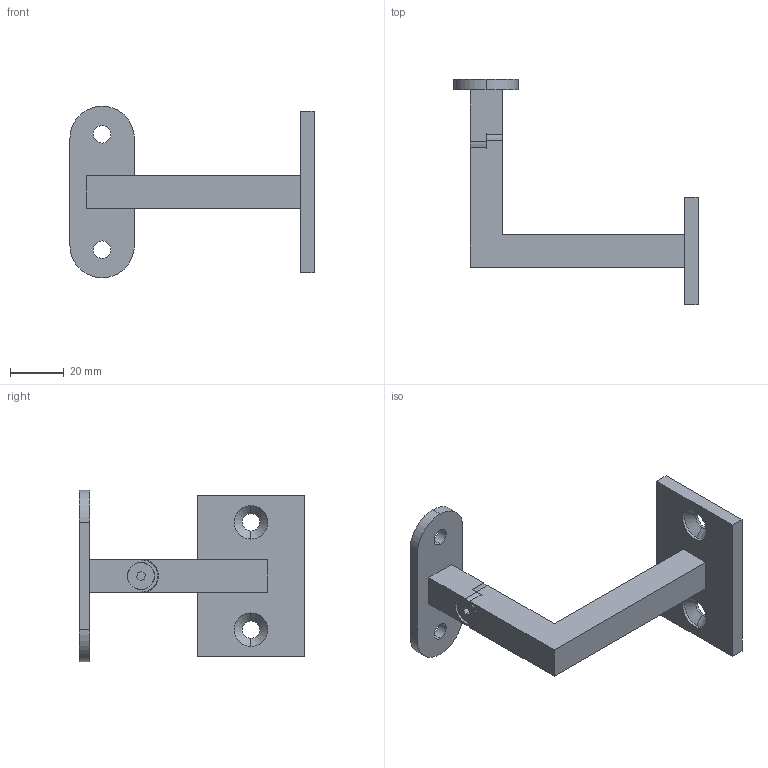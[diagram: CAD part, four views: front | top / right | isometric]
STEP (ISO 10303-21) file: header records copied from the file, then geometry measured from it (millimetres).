
FILE_DESCRIPTION (( 'STEP AP203' ), '1' );
FILE_NAME ('A_4145-000-C.STEP', '2020-12-08T08:51:39', ( '' ), ( '' ), 'SwSTEP 2.0', 'SolidWorks 2019', '' );
FILE_SCHEMA (( 'CONFIG_CONTROL_DESIGN' ));
Length unit declared in the file: millimetre
Products named in the file (7): A_4145-000-C.P1; A_4145-000-C; A_4145-000-C.P4; A_4145-000-C.P2; A_4145-000-C.P3; Skrutka DIN 7991_Skrutka M 5x12; Skrutka DIN 7991 ZINK._Skrutka M 6x 12
Assembly tree (7 placements, depth 2):
  A_4145-000-C
    A_4145-000-C.P2
    A_4145-000-C.P3
    Skrutka DIN 7991_Skrutka M 5x12
    A_4145-000-C.P1
    Skrutka DIN 7991 ZINK._Skrutka M 6x 12  x2
    A_4145-000-C.P4
Bounding box: 91 x 83.97 x 64 mm (x, y, z)
Volume: 35119.3 mm3; surface area: 18504.3 mm2
Topology: 7 solids, 7 shells, 130 faces, 293 edges, 178 vertices
Faces by surface type: plane 51, cylinder 47, cone 32
Entity records: 3926 total; most frequent: DIRECTION 597, CARTESIAN_POINT 532, ORIENTED_EDGE 506, EDGE_CURVE 253, AXIS2_PLACEMENT_3D 221, VERTEX_POINT 156, LINE 155, VECTOR 155
